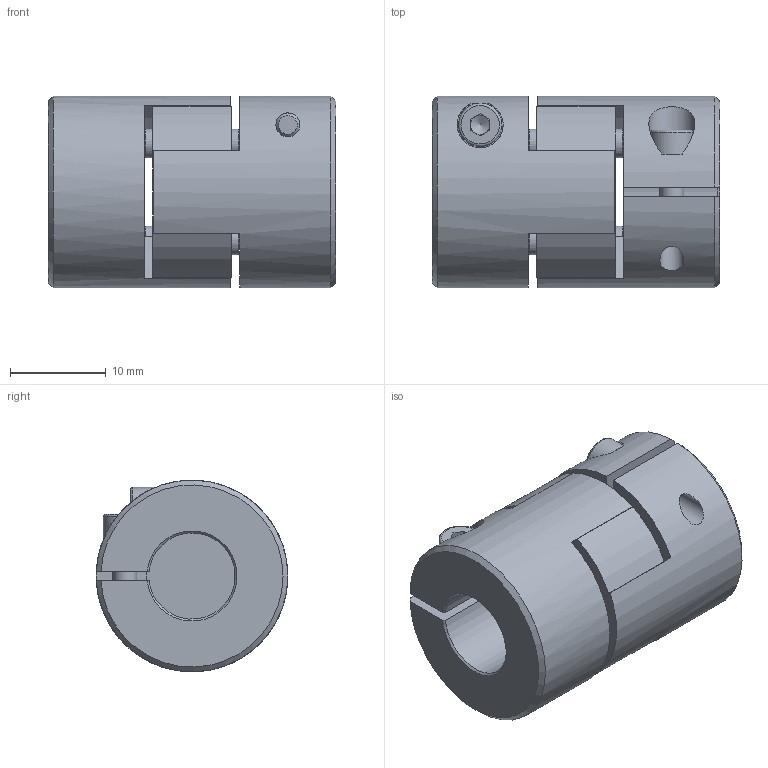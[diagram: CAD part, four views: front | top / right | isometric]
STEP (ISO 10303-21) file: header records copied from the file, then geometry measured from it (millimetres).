
FILE_DESCRIPTION(/* description */ ('STEP AP203'),/* implementation_level */ '2;1');
FILE_NAME(/* name */ 'KBE2-9-5-9',/* time_stamp */ '2023-06-20T09:27:53+02:00',/* author */ ('License CC BY-ND 4.0'),/* organization */ ('CADENAS'),/* preprocessor_version */ 'ST-DEVELOPER v19.3',/* originating_system */ 'PARTsolutions',/* authorisation */ ' ');
FILE_SCHEMA (('CONFIG_CONTROL_DESIGN'));
Length unit declared in the file: millimetre
Products named in the file (1): KBE2-9-5-9
Bounding box: 30 x 20 x 20 mm (x, y, z)
Volume: 7898.4 mm3; surface area: 4308.1 mm2
Topology: 1 solids, 2 shells, 109 faces, 273 edges, 173 vertices
Faces by surface type: plane 52, cylinder 47, cone 8, torus 2
Full cylindrical faces by diameter (mm): 2.5 x4, 2.8 x2, 3 x4, 4.5 x2
Entity records: 3978 total; most frequent: CARTESIAN_POINT 609, DIRECTION 580, ORIENTED_EDGE 496, EDGE_CURVE 248, AXIS2_PLACEMENT_3D 235, VERTEX_POINT 168, FACE_BOUND 142, EDGE_LOOP 140
